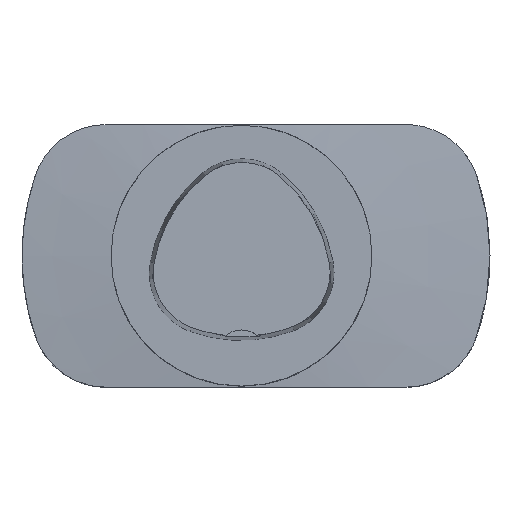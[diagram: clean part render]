
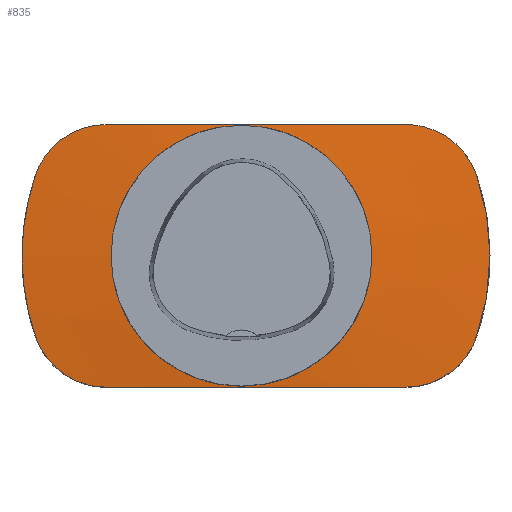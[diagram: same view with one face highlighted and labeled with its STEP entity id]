
A CAD part, top view. The second image highlights one B-rep face of the part: STEP entity #835.
In plain terms, the highlighted conical face has half-angle 85 degrees and reference radius 31.5 mm.
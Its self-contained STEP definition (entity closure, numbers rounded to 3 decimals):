
#85=CONICAL_SURFACE('',#6067,31.5,85.);
#98=B_SPLINE_CURVE_WITH_KNOTS('',3,(#8080,#8081,#8082,#8083,#8084,#8085),
 .UNSPECIFIED.,.F.,.F.,(4,2,4),(0.,0.5,1.),.UNSPECIFIED.);
#99=B_SPLINE_CURVE_WITH_KNOTS('',3,(#8088,#8089,#8090,#8091,#8092,#8093),
 .UNSPECIFIED.,.F.,.F.,(4,2,4),(0.,0.5,1.),.UNSPECIFIED.);
#100=B_SPLINE_CURVE_WITH_KNOTS('',3,(#8097,#8098,#8099,#8100,#8101,#8102),
 .UNSPECIFIED.,.F.,.F.,(4,2,4),(0.,0.5,1.),.UNSPECIFIED.);
#101=B_SPLINE_CURVE_WITH_KNOTS('',3,(#8104,#8105,#8106,#8107,#8108,#8109),
 .UNSPECIFIED.,.F.,.F.,(4,2,4),(0.,0.5,1.),.UNSPECIFIED.);
#102=B_SPLINE_CURVE_WITH_KNOTS('',3,(#8111,#8112,#8113,#8114,#8115,#8116),
 .UNSPECIFIED.,.F.,.F.,(4,2,4),(0.,0.5,1.),.UNSPECIFIED.);
#103=B_SPLINE_CURVE_WITH_KNOTS('',3,(#8118,#8119,#8120,#8121,#8122,#8123,
#8124,#8125,#8126,#8127),.UNSPECIFIED.,.F.,.F.,(4,2,2,2,4),(0.,0.25,0.5,
0.75,1.),.UNSPECIFIED.);
#104=B_SPLINE_CURVE_WITH_KNOTS('',3,(#8129,#8130,#8131,#8132,#8133,#8134),
 .UNSPECIFIED.,.F.,.F.,(4,2,4),(0.,0.5,1.),.UNSPECIFIED.);
#835=ADVANCED_FACE('',(#2274,#2275),#85,.T.);
#2274=FACE_BOUND('',#2330,.T.);
#2275=FACE_BOUND('',#2331,.T.);
#2330=EDGE_LOOP('',(#2695));
#2331=EDGE_LOOP('',(#2696,#2697,#2698,#2699,#2700,#2701,#2702,#2703));
#2695=ORIENTED_EDGE('',*,*,#4963,.T.);
#2696=ORIENTED_EDGE('',*,*,#4993,.F.);
#2697=ORIENTED_EDGE('',*,*,#4994,.T.);
#2698=ORIENTED_EDGE('',*,*,#4995,.T.);
#2699=ORIENTED_EDGE('',*,*,#4996,.T.);
#2700=ORIENTED_EDGE('',*,*,#4997,.F.);
#2701=ORIENTED_EDGE('',*,*,#4998,.T.);
#2702=ORIENTED_EDGE('',*,*,#4999,.T.);
#2703=ORIENTED_EDGE('',*,*,#5000,.T.);
#4383=VERTEX_POINT('',#8018);
#4413=VERTEX_POINT('',#8086);
#4414=VERTEX_POINT('',#8087);
#4415=VERTEX_POINT('',#8094);
#4416=VERTEX_POINT('',#8096);
#4417=VERTEX_POINT('',#8103);
#4418=VERTEX_POINT('',#8110);
#4419=VERTEX_POINT('',#8117);
#4420=VERTEX_POINT('',#8128);
#4963=EDGE_CURVE('',#4383,#4383,#5822,.T.);
#4993=EDGE_CURVE('',#4413,#4414,#98,.T.);
#4994=EDGE_CURVE('',#4413,#4415,#99,.T.);
#4995=EDGE_CURVE('',#4415,#4416,#5832,.T.);
#4996=EDGE_CURVE('',#4416,#4417,#100,.T.);
#4997=EDGE_CURVE('',#4418,#4417,#101,.T.);
#4998=EDGE_CURVE('',#4418,#4419,#102,.T.);
#4999=EDGE_CURVE('',#4419,#4420,#103,.T.);
#5000=EDGE_CURVE('',#4420,#4414,#104,.T.);
#5822=CIRCLE('',#6045,31.5);
#5832=CIRCLE('',#6066,60.);
#6045=AXIS2_PLACEMENT_3D('',#8017,#6526,#6527);
#6066=AXIS2_PLACEMENT_3D('',#8095,#6580,#6581);
#6067=AXIS2_PLACEMENT_3D('',#8135,#6582,#6583);
#6526=DIRECTION('',(0.,0.,-1.));
#6527=DIRECTION('',(-1.,0.,0.));
#6580=DIRECTION('',(0.,0.,1.));
#6581=DIRECTION('',(-1.,0.,0.));
#6582=DIRECTION('',(0.,0.,-1.));
#6583=DIRECTION('',(-1.,0.,0.));
#8017=CARTESIAN_POINT('',(0.,0.,-22.1));
#8018=CARTESIAN_POINT('',(-31.5,0.,-22.1));
#8080=CARTESIAN_POINT('',(39.703,-31.7,-23.789));
#8081=CARTESIAN_POINT('',(27.652,-31.7,-22.965));
#8082=CARTESIAN_POINT('',(15.595,-31.7,-22.251));
#8083=CARTESIAN_POINT('',(-8.591,-31.7,-22.018));
#8084=CARTESIAN_POINT('',(-20.662,-31.7,-22.572));
#8085=CARTESIAN_POINT('',(-32.703,-31.7,-23.329));
#8086=CARTESIAN_POINT('',(39.703,-31.7,-23.789));
#8087=CARTESIAN_POINT('',(-32.703,-31.7,-23.329));
#8088=CARTESIAN_POINT('',(39.703,-31.7,-23.789));
#8089=CARTESIAN_POINT('',(43.445,-31.7,-24.045));
#8090=CARTESIAN_POINT('',(47.101,-30.525,-24.246));
#8091=CARTESIAN_POINT('',(53.162,-26.217,-24.522));
#8092=CARTESIAN_POINT('',(55.495,-23.117,-24.593));
#8093=CARTESIAN_POINT('',(56.718,-19.571,-24.593));
#8094=CARTESIAN_POINT('',(56.718,-19.571,-24.593));
#8095=CARTESIAN_POINT('',(0.,0.,-24.593));
#8096=CARTESIAN_POINT('',(56.718,19.571,-24.593));
#8097=CARTESIAN_POINT('',(56.718,19.571,-24.593));
#8098=CARTESIAN_POINT('',(55.495,23.117,-24.593));
#8099=CARTESIAN_POINT('',(53.185,26.192,-24.522));
#8100=CARTESIAN_POINT('',(47.131,30.513,-24.247));
#8101=CARTESIAN_POINT('',(43.445,31.7,-24.045));
#8102=CARTESIAN_POINT('',(39.703,31.7,-23.789));
#8103=CARTESIAN_POINT('',(39.703,31.7,-23.789));
#8104=CARTESIAN_POINT('',(-32.703,31.7,-23.329));
#8105=CARTESIAN_POINT('',(-20.662,31.7,-22.572));
#8106=CARTESIAN_POINT('',(-8.591,31.7,-22.018));
#8107=CARTESIAN_POINT('',(15.595,31.7,-22.251));
#8108=CARTESIAN_POINT('',(27.652,31.7,-22.965));
#8109=CARTESIAN_POINT('',(39.703,31.7,-23.789));
#8110=CARTESIAN_POINT('',(-32.703,31.7,-23.329));
#8111=CARTESIAN_POINT('',(-32.703,31.7,-23.329));
#8112=CARTESIAN_POINT('',(-36.445,31.7,-23.564));
#8113=CARTESIAN_POINT('',(-40.102,30.525,-23.743));
#8114=CARTESIAN_POINT('',(-46.163,26.216,-23.979));
#8115=CARTESIAN_POINT('',(-48.495,23.117,-24.033));
#8116=CARTESIAN_POINT('',(-49.718,19.571,-24.019));
#8117=CARTESIAN_POINT('',(-49.718,19.571,-24.019));
#8118=CARTESIAN_POINT('',(-49.718,19.571,-24.019));
#8119=CARTESIAN_POINT('',(-50.799,16.441,-24.006));
#8120=CARTESIAN_POINT('',(-51.63,13.175,-23.997));
#8121=CARTESIAN_POINT('',(-52.728,6.608,-23.984));
#8122=CARTESIAN_POINT('',(-53.,3.311,-23.981));
#8123=CARTESIAN_POINT('',(-53.,-3.311,-23.981));
#8124=CARTESIAN_POINT('',(-52.721,-6.667,-23.984));
#8125=CARTESIAN_POINT('',(-51.617,-13.236,-23.997));
#8126=CARTESIAN_POINT('',(-50.798,-16.442,-24.006));
#8127=CARTESIAN_POINT('',(-49.718,-19.571,-24.019));
#8128=CARTESIAN_POINT('',(-49.718,-19.571,-24.019));
#8129=CARTESIAN_POINT('',(-49.718,-19.571,-24.019));
#8130=CARTESIAN_POINT('',(-48.495,-23.116,-24.033));
#8131=CARTESIAN_POINT('',(-46.186,-26.191,-23.979));
#8132=CARTESIAN_POINT('',(-40.132,-30.512,-23.744));
#8133=CARTESIAN_POINT('',(-36.445,-31.7,-23.564));
#8134=CARTESIAN_POINT('',(-32.703,-31.7,-23.329));
#8135=CARTESIAN_POINT('',(0.,0.,-22.1));
